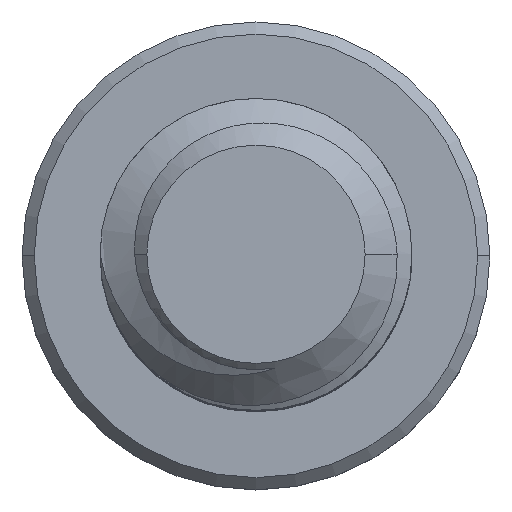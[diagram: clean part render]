
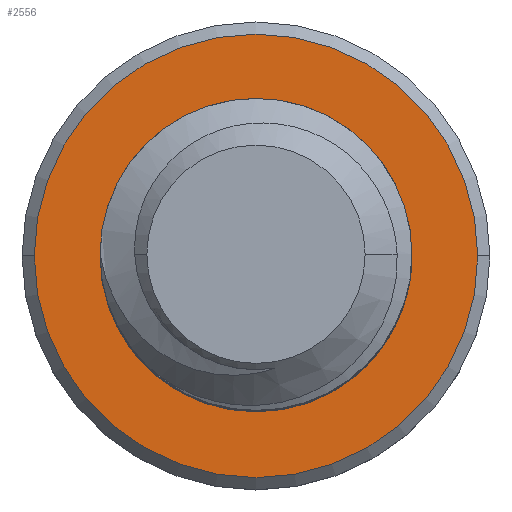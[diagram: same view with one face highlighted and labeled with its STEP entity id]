
A CAD part, top view. The second image highlights one B-rep face of the part: STEP entity #2556.
In plain terms, the highlighted planar face has unit normal (0, 0, 1).
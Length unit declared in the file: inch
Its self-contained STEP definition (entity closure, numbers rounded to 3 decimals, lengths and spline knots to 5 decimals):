
#45 = CIRCLE ( 'NONE', #4012, 0.125 ) ;
#50 = CIRCLE ( 'NONE', #2790, 0.17773 ) ;
#140 = EDGE_CURVE ( 'NONE', #1013, #2039, #50, .T. ) ;
#360 = CIRCLE ( 'NONE', #2100, 0.125 ) ;
#601 = EDGE_CURVE ( 'NONE', #2049, #1540, #45, .T. ) ;
#735 = FACE_OUTER_BOUND ( 'NONE', #1894, .T. ) ;
#744 = DIRECTION ( 'NONE',  ( 0., 0., 1. ) ) ;
#746 = DIRECTION ( 'NONE',  ( 1., 0., 0. ) ) ;
#999 = DIRECTION ( 'NONE',  ( 1., 0., 0. ) ) ;
#1013 = VERTEX_POINT ( 'NONE', #2295 ) ;
#1045 = DIRECTION ( 'NONE',  ( 0., 0., 1. ) ) ;
#1091 = DIRECTION ( 'NONE',  ( 1., 0., 0. ) ) ;
#1148 = EDGE_CURVE ( 'NONE', #1540, #2049, #360, .T. ) ;
#1206 = AXIS2_PLACEMENT_3D ( 'NONE', #1409, #1045, #1091 ) ;
#1409 = CARTESIAN_POINT ( 'NONE',  ( 0., 0., -0.33594 ) ) ;
#1429 = ORIENTED_EDGE ( 'NONE', *, *, #3332, .T. ) ;
#1540 = VERTEX_POINT ( 'NONE', #2291 ) ;
#1546 = EDGE_LOOP ( 'NONE', ( #3544, #3960 ) ) ;
#1797 = DIRECTION ( 'NONE',  ( 0., 0., 1. ) ) ;
#1838 = AXIS2_PLACEMENT_3D ( 'NONE', #3763, #1797, #3821 ) ;
#1894 = EDGE_LOOP ( 'NONE', ( #1429, #2749 ) ) ;
#1983 = CIRCLE ( 'NONE', #1206, 0.17773 ) ;
#2039 = VERTEX_POINT ( 'NONE', #3795 ) ;
#2049 = VERTEX_POINT ( 'NONE', #2825 ) ;
#2100 = AXIS2_PLACEMENT_3D ( 'NONE', #2382, #2687, #999 ) ;
#2291 = CARTESIAN_POINT ( 'NONE',  ( -0.125, 0., -0.33594 ) ) ;
#2295 = CARTESIAN_POINT ( 'NONE',  ( 0.17773, 0., -0.33594 ) ) ;
#2382 = CARTESIAN_POINT ( 'NONE',  ( 0., 0., -0.33594 ) ) ;
#2415 = DIRECTION ( 'NONE',  ( 0., 0., 1. ) ) ;
#2515 = PLANE ( 'NONE',  #1838 ) ;
#2556 = ADVANCED_FACE ( 'NONE', ( #3838, #735 ), #2515, .T. ) ;
#2687 = DIRECTION ( 'NONE',  ( 0., 0., 1. ) ) ;
#2749 = ORIENTED_EDGE ( 'NONE', *, *, #140, .T. ) ;
#2765 = CARTESIAN_POINT ( 'NONE',  ( 0., 0., -0.33594 ) ) ;
#2790 = AXIS2_PLACEMENT_3D ( 'NONE', #2765, #2415, #746 ) ;
#2825 = CARTESIAN_POINT ( 'NONE',  ( 0.125, 0., -0.33594 ) ) ;
#3332 = EDGE_CURVE ( 'NONE', #2039, #1013, #1983, .T. ) ;
#3544 = ORIENTED_EDGE ( 'NONE', *, *, #1148, .F. ) ;
#3731 = DIRECTION ( 'NONE',  ( 1., 0., 0. ) ) ;
#3763 = CARTESIAN_POINT ( 'NONE',  ( 0.17773, 0., -0.33594 ) ) ;
#3779 = CARTESIAN_POINT ( 'NONE',  ( 0., 0., -0.33594 ) ) ;
#3795 = CARTESIAN_POINT ( 'NONE',  ( -0.17773, 0., -0.33594 ) ) ;
#3821 = DIRECTION ( 'NONE',  ( 1., 0., 0. ) ) ;
#3838 = FACE_BOUND ( 'NONE', #1546, .T. ) ;
#3960 = ORIENTED_EDGE ( 'NONE', *, *, #601, .F. ) ;
#4012 = AXIS2_PLACEMENT_3D ( 'NONE', #3779, #744, #3731 ) ;
